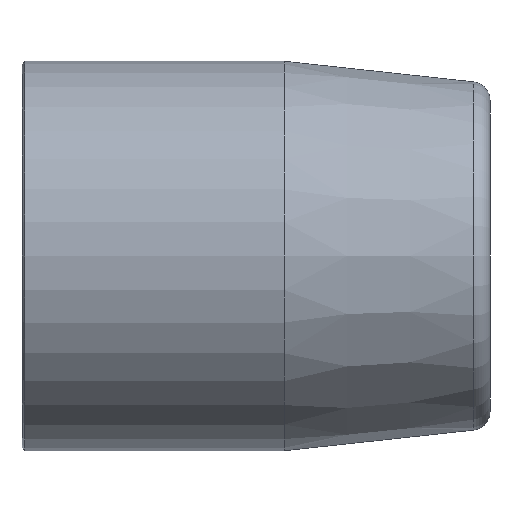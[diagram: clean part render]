
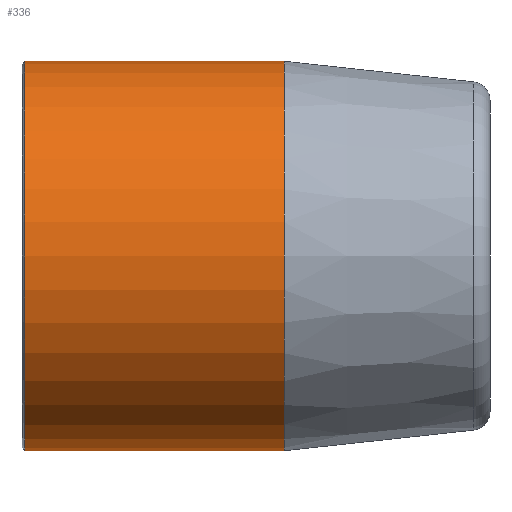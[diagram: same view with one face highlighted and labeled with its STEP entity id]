
A CAD part, front view. The second image highlights one B-rep face of the part: STEP entity #336.
In plain terms, the highlighted cylindrical face has radius 20.8 mm (diameter 41.6 mm), a partial arc.
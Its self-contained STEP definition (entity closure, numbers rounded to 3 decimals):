
#66 = CARTESIAN_POINT ( 'NONE',  ( 0.3, 0., -20.8 ) ) ;
#336 = ADVANCED_FACE ( 'NONE', ( #2159 ), #824, .T. ) ;
#367 = DIRECTION ( 'NONE',  ( 0., 0., 1. ) ) ;
#611 = VERTEX_POINT ( 'NONE', #2330 ) ;
#688 = EDGE_CURVE ( 'NONE', #2186, #2428, #1716, .T. ) ;
#757 = VECTOR ( 'NONE', #1989, 1000. ) ;
#773 = CARTESIAN_POINT ( 'NONE',  ( 28., 0., 0. ) ) ;
#810 = CARTESIAN_POINT ( 'NONE',  ( 0.3, 0., 0. ) ) ;
#824 = CYLINDRICAL_SURFACE ( 'NONE', #2035, 20.8 ) ;
#894 = EDGE_CURVE ( 'NONE', #1847, #611, #1817, .T. ) ;
#899 = CARTESIAN_POINT ( 'NONE',  ( 28., 0., -20.8 ) ) ;
#976 = EDGE_CURVE ( 'NONE', #1847, #2428, #1416, .T. ) ;
#1020 = AXIS2_PLACEMENT_3D ( 'NONE', #810, #1782, #2695 ) ;
#1022 = ORIENTED_EDGE ( 'NONE', *, *, #894, .T. ) ;
#1075 = EDGE_LOOP ( 'NONE', ( #1982, #1022, #1348, #1738 ) ) ;
#1348 = ORIENTED_EDGE ( 'NONE', *, *, #2722, .T. ) ;
#1371 = CARTESIAN_POINT ( 'NONE',  ( -31.707, 0., 0. ) ) ;
#1416 = LINE ( 'NONE', #2756, #757 ) ;
#1438 = VECTOR ( 'NONE', #2553, 1000. ) ;
#1593 = DIRECTION ( 'NONE',  ( -1., 0., 0. ) ) ;
#1716 = CIRCLE ( 'NONE', #1020, 20.8 ) ;
#1738 = ORIENTED_EDGE ( 'NONE', *, *, #688, .T. ) ;
#1759 = CARTESIAN_POINT ( 'NONE',  ( -31.707, 0., 20.8 ) ) ;
#1782 = DIRECTION ( 'NONE',  ( 1., 0., 0. ) ) ;
#1789 = DIRECTION ( 'NONE',  ( -1., 0., 0. ) ) ;
#1817 = CIRCLE ( 'NONE', #2433, 20.8 ) ;
#1847 = VERTEX_POINT ( 'NONE', #899 ) ;
#1982 = ORIENTED_EDGE ( 'NONE', *, *, #976, .F. ) ;
#1989 = DIRECTION ( 'NONE',  ( -1., 0., 0. ) ) ;
#2035 = AXIS2_PLACEMENT_3D ( 'NONE', #1371, #1789, #2484 ) ;
#2159 = FACE_OUTER_BOUND ( 'NONE', #1075, .T. ) ;
#2186 = VERTEX_POINT ( 'NONE', #2713 ) ;
#2330 = CARTESIAN_POINT ( 'NONE',  ( 28., 0., 20.8 ) ) ;
#2428 = VERTEX_POINT ( 'NONE', #66 ) ;
#2433 = AXIS2_PLACEMENT_3D ( 'NONE', #773, #1593, #367 ) ;
#2484 = DIRECTION ( 'NONE',  ( 0., 0., 1. ) ) ;
#2507 = LINE ( 'NONE', #1759, #1438 ) ;
#2553 = DIRECTION ( 'NONE',  ( -1., 0., 0. ) ) ;
#2695 = DIRECTION ( 'NONE',  ( 0., 0., -1. ) ) ;
#2713 = CARTESIAN_POINT ( 'NONE',  ( 0.3, 0., 20.8 ) ) ;
#2722 = EDGE_CURVE ( 'NONE', #611, #2186, #2507, .T. ) ;
#2756 = CARTESIAN_POINT ( 'NONE',  ( -31.707, 0., -20.8 ) ) ;
